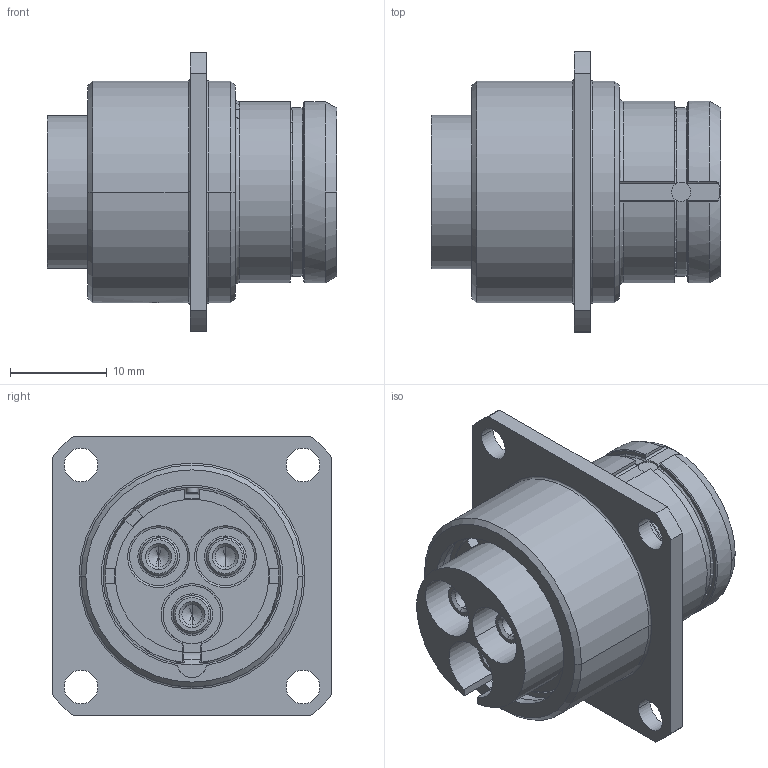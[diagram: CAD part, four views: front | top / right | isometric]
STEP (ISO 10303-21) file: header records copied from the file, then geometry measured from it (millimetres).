
FILE_DESCRIPTION((''),'2;1');
FILE_NAME('1331E303AFS_SW0002','2018-03-26T15:31:44',('laurentbigonski'),('NET AG system integration'),'CREO PARAMETRIC BY PTC INC, 2017260','CREO PARAMETRIC BY PTC INC, 2017260','');
FILE_SCHEMA(('AUTOMOTIVE_DESIGN { 1 0 10303 214 1 1 1 1 }'));
Length unit declared in the file: millimetre
Products named in the file (1): 1331E303AFS_SW0002
Bounding box: 30 x 29 x 29 mm (x, y, z)
Volume: 7883.5 mm3; surface area: 9717.7 mm2
Topology: 1 solids, 1 shells, 623 faces, 1689 edges, 1091 vertices
Faces by surface type: plane 286, cylinder 209, torus 48, cone 43, bspline 19, extrusion 18
Entity records: 26284 total; most frequent: CARTESIAN_POINT 7073, ORIENTED_EDGE 3354, DIRECTION 3030, EDGE_CURVE 1677, AXIS2_PLACEMENT_3D 1107, VERTEX_POINT 1091, VECTOR 813, LINE 795
